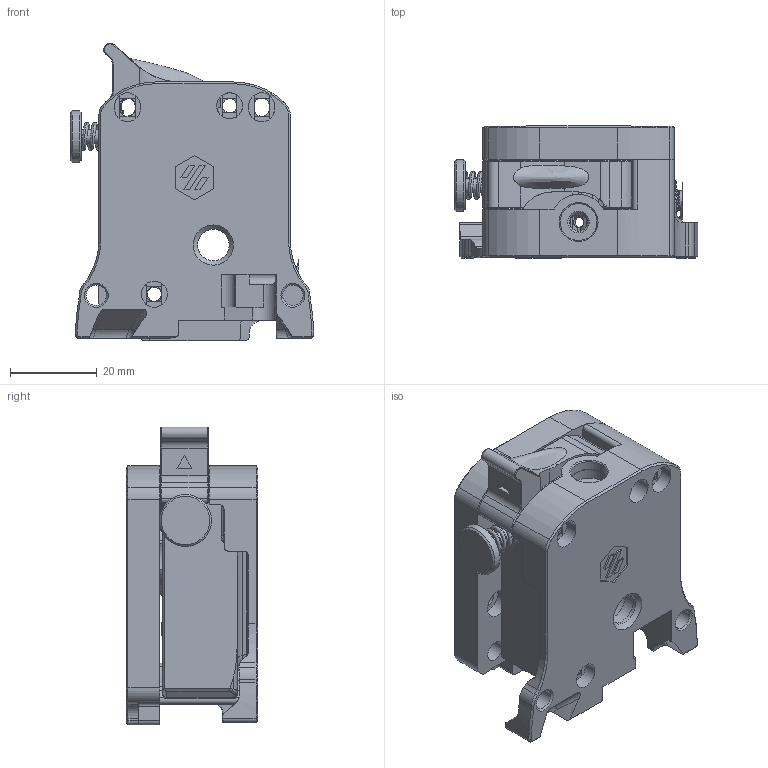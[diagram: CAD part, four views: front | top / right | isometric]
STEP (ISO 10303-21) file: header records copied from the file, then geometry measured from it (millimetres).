
FILE_DESCRIPTION(/* description */ (''),/* implementation_level */ '2;1');
FILE_NAME(/* name */ 'PoorMans_NEW_smartwatch.step',/* time_stamp */ '2021-06-08T17:42:38+02:00',/* author */ (''),/* organization */ (''),/* preprocessor_version */ 'ST-DEVELOPER v18.1',/* originating_system */ 'Autodesk Translation Framework v10.9.0.1377',/* authorisation */ '');
FILE_SCHEMA (('AUTOMOTIVE_DESIGN { 1 0 10303 214 3 1 1 }'));
Length unit declared in the file: millimetre
Products named in the file (16): PoorMans_NEW_smartwatch; PoorMansSmartwatch; ReinforcedLatch; GuidlerAssembly; Direct_Drivegear_without_setscrew (1)^Guidler_VORON Clockwork_X Carri
age; stift 3 x 20 (1)^Direct_Drivegear_without_setscrew (1)_Guidler_VORON 
Clockwork_X Carriage; Direct_Drivegear_without_setscrew (1)-39^Direct_Drivegear_without_set
screw (1)_Guidler_VORON Clockwork_X Carriage; K3x5x7 Needlebearing (1)^Direct_Drivegear_without_setscrew (1)_Guidle
r_VORON Clockwork_X Carriage; Spring Assembly (1)^Guidler_VORON Clockwork_X Carriage; M3 Thumb Screw (1)^Spring Assembly (1)_Guidler_VORON Clockwork_X Carr
iage; Spring Assembly (1)-40^Spring Assembly (1)_Guidler_VORON Clockwork_X 
Carriage; latch shuttle (1)^Guidler_VORON Clockwork_X Carriage; Guidler-41^Guidler_VORON Clockwork_X Carriage; M3 Threaded Insert (1)^VORON Clockwork_X Carriage; MotorPlate; ExtruderBody
Assembly tree (16 placements, depth 5):
  PoorMans_NEW_smartwatch
    PoorMansSmartwatch
      ReinforcedLatch
      GuidlerAssembly
        Direct_Drivegear_without_setscrew (1)^Guidler_VORON Clockwork_X Carri
age
          stift 3 x 20 (1)^Direct_Drivegear_without_setscrew (1)_Guidler_VORON 
Clockwork_X Carriage
          K3x5x7 Needlebearing (1)^Direct_Drivegear_without_setscrew (1)_Guidle
r_VORON Clockwork_X Carriage  x2
          Direct_Drivegear_without_setscrew (1)-39^Direct_Drivegear_without_set
screw (1)_Guidler_VORON Clockwork_X Carriage
        Spring Assembly (1)^Guidler_VORON Clockwork_X Carriage
          M3 Thumb Screw (1)^Spring Assembly (1)_Guidler_VORON Clockwork_X Carr
iage
          Spring Assembly (1)-40^Spring Assembly (1)_Guidler_VORON Clockwork_X 
Carriage
        latch shuttle (1)^Guidler_VORON Clockwork_X Carriage
        Guidler-41^Guidler_VORON Clockwork_X Carriage
      M3 Threaded Insert (1)^VORON Clockwork_X Carriage
      MotorPlate
      ExtruderBody
Bounding box: 56.21 x 30.4 x 68.85 mm (x, y, z)
Volume: 49225.6 mm3; surface area: 27324.6 mm2
Topology: 22 solids, 22 shells, 1112 faces, 2872 edges, 1820 vertices
Faces by surface type: cylinder 407, plane 366, cone 136, bspline 130, torus 63, sphere 10
Full cylindrical faces by diameter (mm): 1 x10, 1.5 x2, 2.4 x2, 2.8 x1, 2.9 x1, 3 x1, 3.1 x1, 3.2 x2, 3.3 x4, 3.5 x5, 4.2 x2, 4.25 x1, 4.4 x1, 4.5 x1, 4.6 x1, 4.7 x6, 4.8 x4, 5.05 x1, 6 x2, 7.3 x1, 7.4 x2, 8 x2, 8.2 x2, 8.5 x1, 8.8 x1, 12 x1
Entity records: 40645 total; most frequent: CARTESIAN_POINT 14014, DIRECTION 5659, ORIENTED_EDGE 5502, EDGE_CURVE 2751, AXIS2_PLACEMENT_3D 2265, VERTEX_POINT 1740, CIRCLE 1155, EDGE_LOOP 1137
